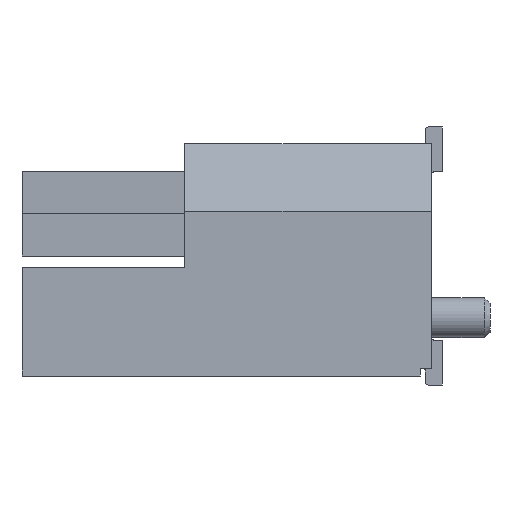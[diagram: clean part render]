
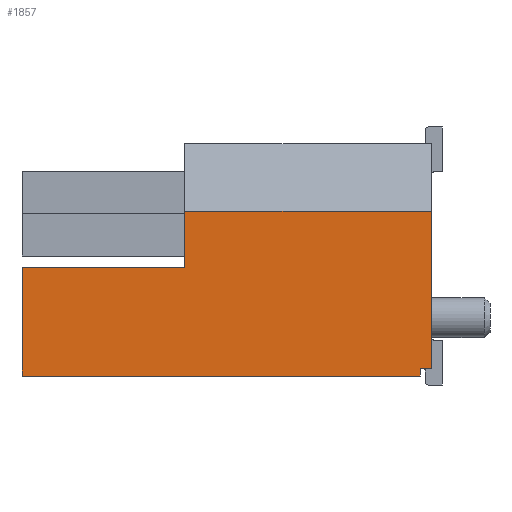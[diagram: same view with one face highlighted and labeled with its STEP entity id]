
A CAD part, left-side view. The second image highlights one B-rep face of the part: STEP entity #1857.
In plain terms, the highlighted planar face has unit normal (-1, 0, 0).
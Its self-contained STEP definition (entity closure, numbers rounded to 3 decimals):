
#1857 = ADVANCED_FACE( '', ( #4770 ), #4771, .F. );
#4770 = FACE_OUTER_BOUND( '', #8754, .T. );
#4771 = PLANE( '', #8755 );
#8754 = EDGE_LOOP( '', ( #14421, #14422, #14423, #14424, #14425, #14426, #14427, #14428 ) );
#8755 = AXIS2_PLACEMENT_3D( '', #14429, #14430, #14431 );
#14421 = ORIENTED_EDGE( '', *, *, #26746, .F. );
#14422 = ORIENTED_EDGE( '', *, *, #26747, .F. );
#14423 = ORIENTED_EDGE( '', *, *, #26748, .T. );
#14424 = ORIENTED_EDGE( '', *, *, #26749, .F. );
#14425 = ORIENTED_EDGE( '', *, *, #26750, .F. );
#14426 = ORIENTED_EDGE( '', *, *, #26710, .F. );
#14427 = ORIENTED_EDGE( '', *, *, #26751, .F. );
#14428 = ORIENTED_EDGE( '', *, *, #26752, .T. );
#14429 = CARTESIAN_POINT( '', ( -8.723, 4.4, -2.14 ) );
#14430 = DIRECTION( '', ( 1., 0., 0. ) );
#14431 = DIRECTION( '', ( 0., 0., -1. ) );
#26710 = EDGE_CURVE( '', #33148, #33144, #33150, .T. );
#26746 = EDGE_CURVE( '', #33212, #33213, #33214, .T. );
#26747 = EDGE_CURVE( '', #33215, #33212, #33216, .T. );
#26748 = EDGE_CURVE( '', #33215, #33217, #33218, .T. );
#26749 = EDGE_CURVE( '', #33219, #33217, #33220, .T. );
#26750 = EDGE_CURVE( '', #33144, #33219, #33221, .T. );
#26751 = EDGE_CURVE( '', #33222, #33148, #33223, .T. );
#26752 = EDGE_CURVE( '', #33222, #33213, #33224, .T. );
#33144 = VERTEX_POINT( '', #42109 );
#33148 = VERTEX_POINT( '', #42115 );
#33150 = LINE( '', #42118, #42119 );
#33212 = VERTEX_POINT( '', #42204 );
#33213 = VERTEX_POINT( '', #42205 );
#33214 = LINE( '', #42206, #42207 );
#33215 = VERTEX_POINT( '', #42208 );
#33216 = LINE( '', #42209, #42210 );
#33217 = VERTEX_POINT( '', #42211 );
#33218 = LINE( '', #42212, #42213 );
#33219 = VERTEX_POINT( '', #42214 );
#33220 = LINE( '', #42215, #42216 );
#33221 = LINE( '', #42217, #42218 );
#33222 = VERTEX_POINT( '', #42219 );
#33223 = LINE( '', #42220, #42221 );
#33224 = LINE( '', #42222, #42223 );
#42109 = CARTESIAN_POINT( '', ( -8.723, 4.4, -0.2 ) );
#42115 = CARTESIAN_POINT( '', ( -8.723, 7.3, -0.2 ) );
#42118 = CARTESIAN_POINT( '', ( -8.723, 7.3, -0.2 ) );
#42119 = VECTOR( '', #51155, 1000. );
#42204 = CARTESIAN_POINT( '', ( -8.723, 0.2, -2. ) );
#42205 = CARTESIAN_POINT( '', ( -8.723, 0.2, -2.14 ) );
#42206 = CARTESIAN_POINT( '', ( -8.723, 0.2, -2.14 ) );
#42207 = VECTOR( '', #51191, 1000. );
#42208 = CARTESIAN_POINT( '', ( -8.723, 0., -2. ) );
#42209 = CARTESIAN_POINT( '', ( -8.723, 4.4, -2. ) );
#42210 = VECTOR( '', #51192, 1000. );
#42211 = CARTESIAN_POINT( '', ( -8.723, 0., 0.798 ) );
#42212 = CARTESIAN_POINT( '', ( -8.723, 0., -2.14 ) );
#42213 = VECTOR( '', #51193, 1000. );
#42214 = CARTESIAN_POINT( '', ( -8.723, 4.4, 0.798 ) );
#42215 = CARTESIAN_POINT( '', ( -8.723, 4.4, 0.798 ) );
#42216 = VECTOR( '', #51194, 1000. );
#42217 = CARTESIAN_POINT( '', ( -8.723, 4.4, -2.14 ) );
#42218 = VECTOR( '', #51195, 1000. );
#42219 = CARTESIAN_POINT( '', ( -8.723, 7.3, -2.14 ) );
#42220 = CARTESIAN_POINT( '', ( -8.723, 7.3, -2.14 ) );
#42221 = VECTOR( '', #51196, 1000. );
#42222 = CARTESIAN_POINT( '', ( -8.723, 4.4, -2.14 ) );
#42223 = VECTOR( '', #51197, 1000. );
#51155 = DIRECTION( '', ( 0., -1., 0. ) );
#51191 = DIRECTION( '', ( 0., 0., -1. ) );
#51192 = DIRECTION( '', ( 0., 1., 0. ) );
#51193 = DIRECTION( '', ( 0., 0., 1. ) );
#51194 = DIRECTION( '', ( 0., -1., 0. ) );
#51195 = DIRECTION( '', ( 0., 0., 1. ) );
#51196 = DIRECTION( '', ( 0., 0., 1. ) );
#51197 = DIRECTION( '', ( 0., -1., 0. ) );
